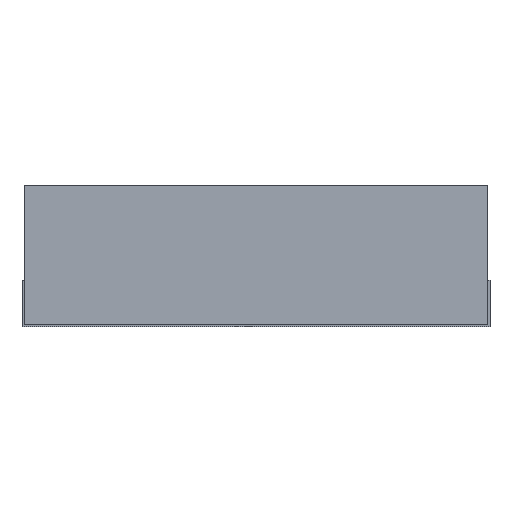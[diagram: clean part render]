
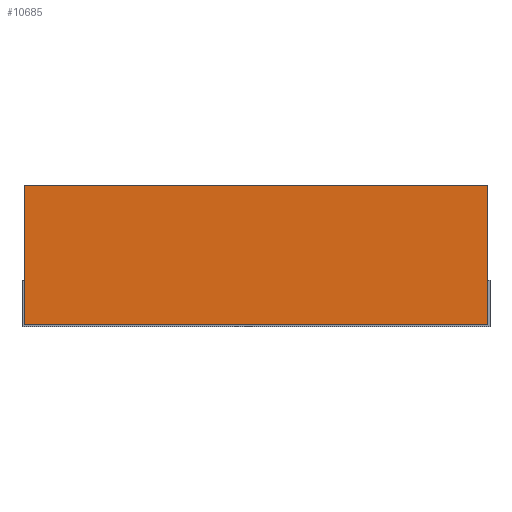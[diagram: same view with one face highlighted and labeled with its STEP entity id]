
A CAD part, left-side view. The second image highlights one B-rep face of the part: STEP entity #10685.
In plain terms, the highlighted planar face has unit normal (-1, 0, 0).
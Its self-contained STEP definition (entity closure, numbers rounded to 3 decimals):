
#2324 = CARTESIAN_POINT ( 'NONE',  ( -1., 1., 0.6 ) ) ;
#2950 = DIRECTION ( 'NONE',  ( 0., 0., -1. ) ) ;
#3059 = CARTESIAN_POINT ( 'NONE',  ( -1., 1., 0.6 ) ) ;
#3568 = PLANE ( 'NONE',  #10160 ) ;
#4009 = CARTESIAN_POINT ( 'NONE',  ( -1., -1., 0.6 ) ) ;
#4979 = DIRECTION ( 'NONE',  ( 0., -1., 0. ) ) ;
#5972 = DIRECTION ( 'NONE',  ( 1., 0., 0. ) ) ;
#5974 = EDGE_CURVE ( 'NONE', #13159, #15902, #13020, .T. ) ;
#7495 = VERTEX_POINT ( 'NONE', #4009 ) ;
#8925 = CARTESIAN_POINT ( 'NONE',  ( -1., -1., 0. ) ) ;
#8962 = DIRECTION ( 'NONE',  ( 0., -1., 0. ) ) ;
#9293 = CARTESIAN_POINT ( 'NONE',  ( -1., 1., 0.6 ) ) ;
#9606 = EDGE_LOOP ( 'NONE', ( #19130, #20933, #13453, #14058 ) ) ;
#10160 = AXIS2_PLACEMENT_3D ( 'NONE', #9293, #5972, #21398 ) ;
#10685 = ADVANCED_FACE ( 'NONE', ( #13851 ), #3568, .F. ) ;
#11170 = VECTOR ( 'NONE', #8962, 1000. ) ;
#11259 = VERTEX_POINT ( 'NONE', #8925 ) ;
#11461 = CARTESIAN_POINT ( 'NONE',  ( -1., 1., 0. ) ) ;
#11905 = VECTOR ( 'NONE', #18290, 1000. ) ;
#12265 = LINE ( 'NONE', #2324, #11170 ) ;
#13020 = LINE ( 'NONE', #3059, #13605 ) ;
#13159 = VERTEX_POINT ( 'NONE', #19923 ) ;
#13170 = LINE ( 'NONE', #19844, #16596 ) ;
#13453 = ORIENTED_EDGE ( 'NONE', *, *, #15622, .F. ) ;
#13605 = VECTOR ( 'NONE', #2950, 1000. ) ;
#13851 = FACE_OUTER_BOUND ( 'NONE', #9606, .T. ) ;
#14058 = ORIENTED_EDGE ( 'NONE', *, *, #5974, .T. ) ;
#14900 = EDGE_CURVE ( 'NONE', #7495, #11259, #16952, .T. ) ;
#15181 = CARTESIAN_POINT ( 'NONE',  ( -1., -1., 0.6 ) ) ;
#15622 = EDGE_CURVE ( 'NONE', #13159, #7495, #12265, .T. ) ;
#15902 = VERTEX_POINT ( 'NONE', #11461 ) ;
#16596 = VECTOR ( 'NONE', #4979, 1000. ) ;
#16952 = LINE ( 'NONE', #15181, #11905 ) ;
#18290 = DIRECTION ( 'NONE',  ( 0., 0., -1. ) ) ;
#19130 = ORIENTED_EDGE ( 'NONE', *, *, #21561, .T. ) ;
#19844 = CARTESIAN_POINT ( 'NONE',  ( -1., 1., 0. ) ) ;
#19923 = CARTESIAN_POINT ( 'NONE',  ( -1., 1., 0.6 ) ) ;
#20933 = ORIENTED_EDGE ( 'NONE', *, *, #14900, .F. ) ;
#21398 = DIRECTION ( 'NONE',  ( 0., 1., 0. ) ) ;
#21561 = EDGE_CURVE ( 'NONE', #15902, #11259, #13170, .T. ) ;
